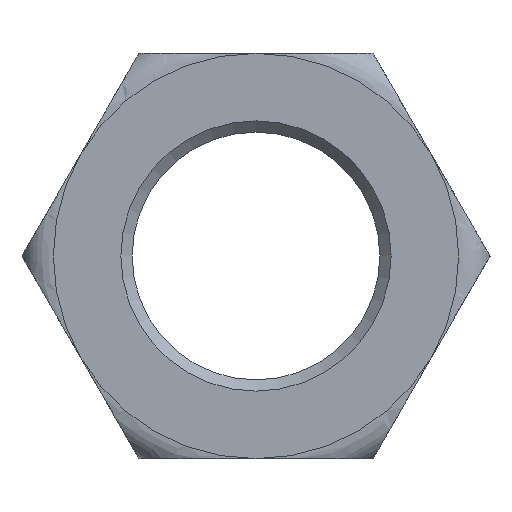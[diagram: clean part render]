
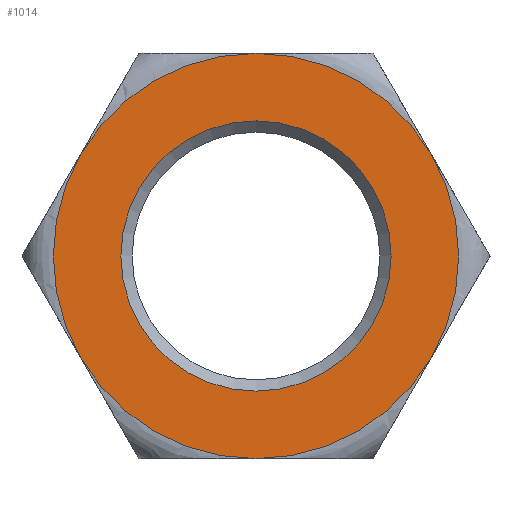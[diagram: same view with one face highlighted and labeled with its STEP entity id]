
A CAD part, front view. The second image highlights one B-rep face of the part: STEP entity #1014.
In plain terms, the highlighted planar face has unit normal (0, -1, 0).
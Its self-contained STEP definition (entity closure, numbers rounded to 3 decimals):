
#1 = ORIENTED_EDGE ( 'NONE', *, *, #565, .F. ) ;
#17 = DIRECTION ( 'NONE',  ( 1., 0., 0. ) ) ;
#49 = DIRECTION ( 'NONE',  ( 0., 1., 0. ) ) ;
#78 = EDGE_CURVE ( 'NONE', #428, #606, #1033, .T. ) ;
#101 = DIRECTION ( 'NONE',  ( 0., 1., 0. ) ) ;
#107 = DIRECTION ( 'NONE',  ( 0., 1., 0. ) ) ;
#110 = ORIENTED_EDGE ( 'NONE', *, *, #788, .F. ) ;
#114 = AXIS2_PLACEMENT_3D ( 'NONE', #629, #638, #704 ) ;
#142 = CARTESIAN_POINT ( 'NONE',  ( 0., -9.5, 0. ) ) ;
#144 = CIRCLE ( 'NONE', #626, 18. ) ;
#194 = CARTESIAN_POINT ( 'NONE',  ( 0., -9.5, 0. ) ) ;
#212 = VERTEX_POINT ( 'NONE', #827 ) ;
#241 = DIRECTION ( 'NONE',  ( -1., 0., 0. ) ) ;
#259 = AXIS2_PLACEMENT_3D ( 'NONE', #142, #820, #241 ) ;
#279 = CIRCLE ( 'NONE', #529, 12. ) ;
#295 = CARTESIAN_POINT ( 'NONE',  ( -15.588, -9.5, -9. ) ) ;
#319 = VERTEX_POINT ( 'NONE', #295 ) ;
#333 = DIRECTION ( 'NONE',  ( 1., 0., 0. ) ) ;
#340 = VERTEX_POINT ( 'NONE', #1097 ) ;
#395 = CARTESIAN_POINT ( 'NONE',  ( 15.588, -9.5, -9. ) ) ;
#412 = EDGE_LOOP ( 'NONE', ( #576 ) ) ;
#414 = CIRCLE ( 'NONE', #950, 18. ) ;
#428 = VERTEX_POINT ( 'NONE', #726 ) ;
#467 = CARTESIAN_POINT ( 'NONE',  ( 0., -9.5, 18. ) ) ;
#472 = DIRECTION ( 'NONE',  ( 1., 0., 0. ) ) ;
#474 = VERTEX_POINT ( 'NONE', #505 ) ;
#500 = EDGE_CURVE ( 'NONE', #853, #474, #414, .T. ) ;
#505 = CARTESIAN_POINT ( 'NONE',  ( 0., -9.5, -18. ) ) ;
#529 = AXIS2_PLACEMENT_3D ( 'NONE', #863, #964, #877 ) ;
#536 = DIRECTION ( 'NONE',  ( 1., 0., 0. ) ) ;
#545 = ORIENTED_EDGE ( 'NONE', *, *, #698, .F. ) ;
#561 = CARTESIAN_POINT ( 'NONE',  ( 0., -9.5, 0. ) ) ;
#565 = EDGE_CURVE ( 'NONE', #474, #319, #919, .T. ) ;
#576 = ORIENTED_EDGE ( 'NONE', *, *, #579, .T. ) ;
#579 = EDGE_CURVE ( 'NONE', #340, #340, #279, .T. ) ;
#586 = CIRCLE ( 'NONE', #804, 18. ) ;
#606 = VERTEX_POINT ( 'NONE', #467 ) ;
#623 = AXIS2_PLACEMENT_3D ( 'NONE', #835, #101, #333 ) ;
#624 = FACE_BOUND ( 'NONE', #412, .T. ) ;
#626 = AXIS2_PLACEMENT_3D ( 'NONE', #561, #995, #472 ) ;
#629 = CARTESIAN_POINT ( 'NONE',  ( 0., -9.5, 0. ) ) ;
#632 = CARTESIAN_POINT ( 'NONE',  ( 0., -9.5, 0. ) ) ;
#633 = FACE_OUTER_BOUND ( 'NONE', #802, .T. ) ;
#638 = DIRECTION ( 'NONE',  ( 0., 1., 0. ) ) ;
#651 = DIRECTION ( 'NONE',  ( 1., 0., 0. ) ) ;
#661 = ORIENTED_EDGE ( 'NONE', *, *, #1089, .F. ) ;
#698 = EDGE_CURVE ( 'NONE', #606, #212, #144, .T. ) ;
#704 = DIRECTION ( 'NONE',  ( 0., 0., 1. ) ) ;
#726 = CARTESIAN_POINT ( 'NONE',  ( -15.588, -9.5, 9. ) ) ;
#758 = CIRCLE ( 'NONE', #623, 18. ) ;
#766 = ORIENTED_EDGE ( 'NONE', *, *, #500, .F. ) ;
#788 = EDGE_CURVE ( 'NONE', #212, #853, #586, .T. ) ;
#795 = PLANE ( 'NONE',  #114 ) ;
#802 = EDGE_LOOP ( 'NONE', ( #766, #110, #545, #858, #661, #1 ) ) ;
#804 = AXIS2_PLACEMENT_3D ( 'NONE', #1082, #904, #651 ) ;
#820 = DIRECTION ( 'NONE',  ( 0., 1., 0. ) ) ;
#827 = CARTESIAN_POINT ( 'NONE',  ( 15.588, -9.5, 9. ) ) ;
#835 = CARTESIAN_POINT ( 'NONE',  ( 0., -9.5, 0. ) ) ;
#853 = VERTEX_POINT ( 'NONE', #395 ) ;
#858 = ORIENTED_EDGE ( 'NONE', *, *, #78, .F. ) ;
#863 = CARTESIAN_POINT ( 'NONE',  ( 0., -9.5, 0. ) ) ;
#877 = DIRECTION ( 'NONE',  ( 0., 0., 1. ) ) ;
#904 = DIRECTION ( 'NONE',  ( 0., 1., 0. ) ) ;
#919 = CIRCLE ( 'NONE', #1010, 18. ) ;
#950 = AXIS2_PLACEMENT_3D ( 'NONE', #194, #107, #17 ) ;
#964 = DIRECTION ( 'NONE',  ( 0., 1., 0. ) ) ;
#995 = DIRECTION ( 'NONE',  ( 0., 1., 0. ) ) ;
#1010 = AXIS2_PLACEMENT_3D ( 'NONE', #632, #49, #536 ) ;
#1014 = ADVANCED_FACE ( 'NONE', ( #624, #633 ), #795, .F. ) ;
#1033 = CIRCLE ( 'NONE', #259, 18. ) ;
#1082 = CARTESIAN_POINT ( 'NONE',  ( 0., -9.5, 0. ) ) ;
#1089 = EDGE_CURVE ( 'NONE', #319, #428, #758, .T. ) ;
#1097 = CARTESIAN_POINT ( 'NONE',  ( 0., -9.5, 12. ) ) ;
